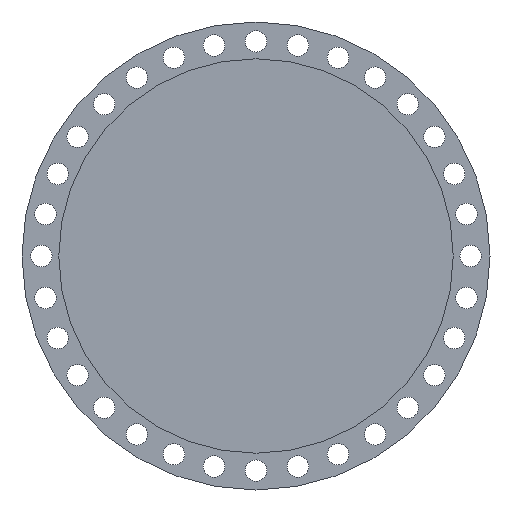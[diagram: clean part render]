
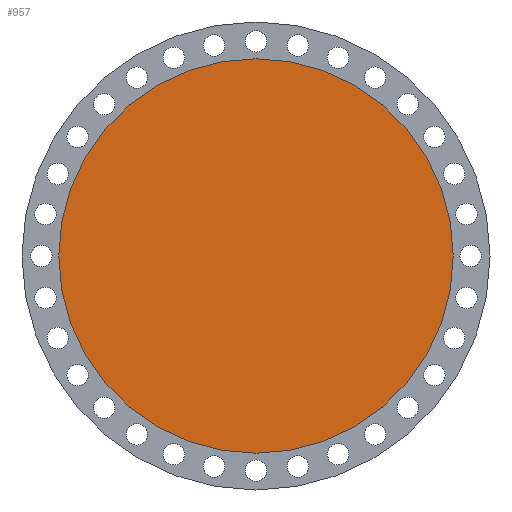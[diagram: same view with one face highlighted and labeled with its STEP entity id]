
A CAD part, left-side view. The second image highlights one B-rep face of the part: STEP entity #957.
In plain terms, the highlighted planar face has unit normal (-1, 0, 0).
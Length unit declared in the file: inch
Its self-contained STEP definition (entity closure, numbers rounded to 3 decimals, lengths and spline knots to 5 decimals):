
#123 = DIRECTION ( 'NONE',  ( 0., 0., 1. ) ) ;
#179 = VERTEX_POINT ( 'NONE', #1582 ) ;
#318 = DIRECTION ( 'NONE',  ( -1., 0., 0. ) ) ;
#345 = DIRECTION ( 'NONE',  ( 0., 0., 1. ) ) ;
#361 = CARTESIAN_POINT ( 'NONE',  ( 0., 0., 0. ) ) ;
#396 = EDGE_LOOP ( 'NONE', ( #1231, #1384 ) ) ;
#513 = CIRCLE ( 'NONE', #2160, 24.125 ) ;
#667 = EDGE_CURVE ( 'NONE', #179, #2491, #513, .T. ) ;
#749 = PLANE ( 'NONE',  #1229 ) ;
#957 = ADVANCED_FACE ( 'NONE', ( #2172 ), #749, .T. ) ;
#993 = CARTESIAN_POINT ( 'NONE',  ( 0., 0., 24.125 ) ) ;
#1229 = AXIS2_PLACEMENT_3D ( 'NONE', #361, #1357, #345 ) ;
#1231 = ORIENTED_EDGE ( 'NONE', *, *, #2140, .T. ) ;
#1328 = CARTESIAN_POINT ( 'NONE',  ( 0., 0., 0. ) ) ;
#1357 = DIRECTION ( 'NONE',  ( -1., 0., 0. ) ) ;
#1384 = ORIENTED_EDGE ( 'NONE', *, *, #667, .T. ) ;
#1582 = CARTESIAN_POINT ( 'NONE',  ( 0., 0., -24.125 ) ) ;
#1746 = AXIS2_PLACEMENT_3D ( 'NONE', #2524, #318, #1945 ) ;
#1945 = DIRECTION ( 'NONE',  ( 0., 0., 1. ) ) ;
#2140 = EDGE_CURVE ( 'NONE', #2491, #179, #2302, .T. ) ;
#2144 = DIRECTION ( 'NONE',  ( -1., 0., 0. ) ) ;
#2160 = AXIS2_PLACEMENT_3D ( 'NONE', #1328, #2144, #123 ) ;
#2172 = FACE_OUTER_BOUND ( 'NONE', #396, .T. ) ;
#2302 = CIRCLE ( 'NONE', #1746, 24.125 ) ;
#2491 = VERTEX_POINT ( 'NONE', #993 ) ;
#2524 = CARTESIAN_POINT ( 'NONE',  ( 0., 0., 0. ) ) ;
